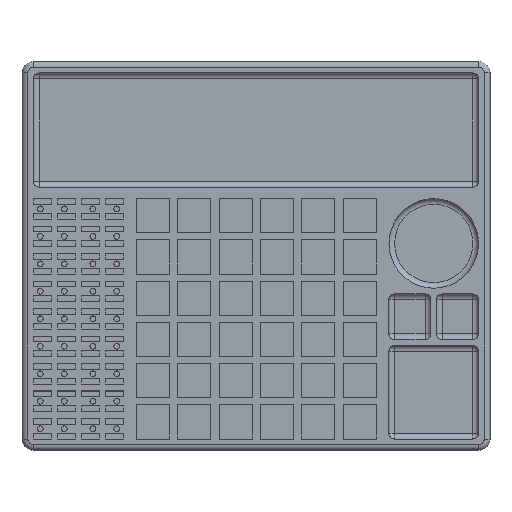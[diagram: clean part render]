
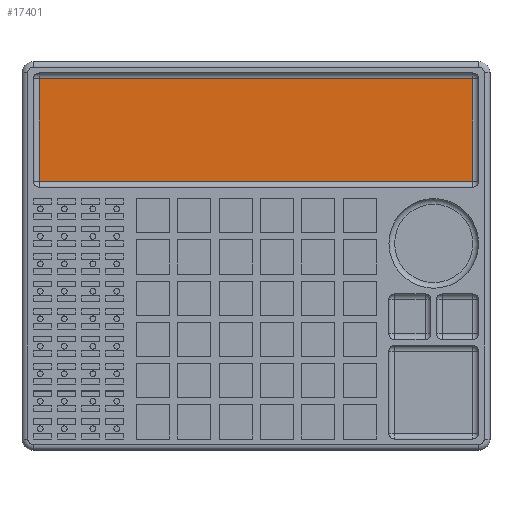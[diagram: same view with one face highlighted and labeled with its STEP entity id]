
A CAD part, top view. The second image highlights one B-rep face of the part: STEP entity #17401.
In plain terms, the highlighted planar face has unit normal (0, 0, 1).
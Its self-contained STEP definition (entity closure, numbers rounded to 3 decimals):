
#17362=CARTESIAN_POINT('',(-40.125,17.625,3.));
#17363=DIRECTION('',(0.,0.,1.));
#17364=DIRECTION('',(1.,0.,0.));
#17365=AXIS2_PLACEMENT_3D('',#17362,#17363,#17364);
#17366=PLANE('',#17365);
#17367=CARTESIAN_POINT('',(-94.925,32.625,3.));
#17368=VERTEX_POINT('',#17367);
#17369=CARTESIAN_POINT('',(94.925,32.625,3.));
#17370=VERTEX_POINT('',#17369);
#17371=CARTESIAN_POINT('',(-94.925,32.625,3.));
#17372=DIRECTION('',(1.,0.,-0.));
#17373=VECTOR('',#17372,189.85);
#17374=LINE('',#17371,#17373);
#17375=EDGE_CURVE('',#17368,#17370,#17374,.T.);
#17376=ORIENTED_EDGE('',*,*,#17375,.T.);
#17377=CARTESIAN_POINT('',(94.925,77.625,3.));
#17378=VERTEX_POINT('',#17377);
#17379=CARTESIAN_POINT('',(94.925,32.625,3.));
#17380=DIRECTION('',(0.,1.,-0.));
#17381=VECTOR('',#17380,45.);
#17382=LINE('',#17379,#17381);
#17383=EDGE_CURVE('',#17370,#17378,#17382,.T.);
#17384=ORIENTED_EDGE('',*,*,#17383,.T.);
#17385=CARTESIAN_POINT('',(-94.925,77.625,3.));
#17386=VERTEX_POINT('',#17385);
#17387=CARTESIAN_POINT('',(94.925,77.625,3.));
#17388=DIRECTION('',(-1.,0.,0.));
#17389=VECTOR('',#17388,189.85);
#17390=LINE('',#17387,#17389);
#17391=EDGE_CURVE('',#17378,#17386,#17390,.T.);
#17392=ORIENTED_EDGE('',*,*,#17391,.T.);
#17393=CARTESIAN_POINT('',(-94.925,77.625,3.));
#17394=DIRECTION('',(0.,-1.,0.));
#17395=VECTOR('',#17394,45.);
#17396=LINE('',#17393,#17395);
#17397=EDGE_CURVE('',#17386,#17368,#17396,.T.);
#17398=ORIENTED_EDGE('',*,*,#17397,.T.);
#17399=EDGE_LOOP('',(#17376,#17384,#17392,#17398));
#17400=FACE_BOUND('',#17399,.T.);
#17401=ADVANCED_FACE('',(#17400),#17366,.T.);
